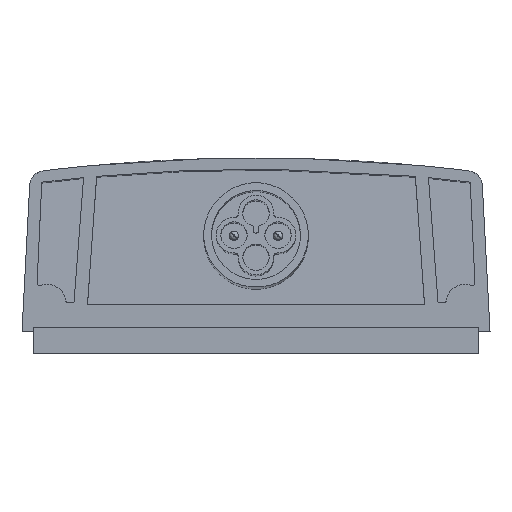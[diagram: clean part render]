
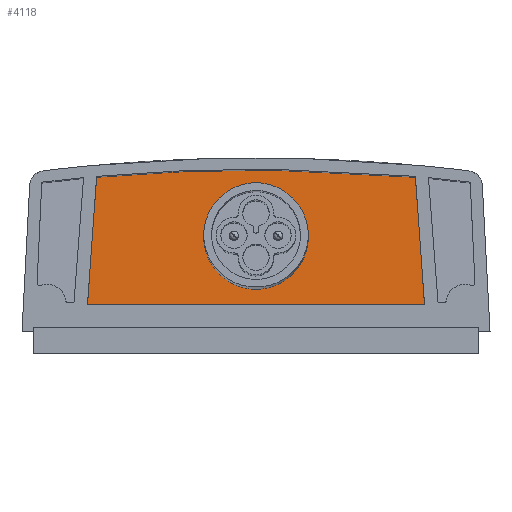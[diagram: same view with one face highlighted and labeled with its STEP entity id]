
A CAD part, left-side view. The second image highlights one B-rep face of the part: STEP entity #4118.
In plain terms, the highlighted planar face has unit normal (-0.999, 0, 0.035).
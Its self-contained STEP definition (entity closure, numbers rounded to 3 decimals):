
#4070=AXIS2_PLACEMENT_3D('Plane Axis2P3D',#4067,#4068,#4069) ;
#4102=AXIS2_PLACEMENT_3D('Circle Axis2P3D',#4100,#4101,$) ;
#4111=AXIS2_PLACEMENT_3D('Circle Axis2P3D',#4109,#4110,$) ;
#3245=CARTESIAN_POINT('Vertex',(28.774,88.356,39.665)) ;
#3249=CARTESIAN_POINT('Control Point',(28.774,16.749,39.665)) ;
#3250=CARTESIAN_POINT('Control Point',(28.83,34.602,41.278)) ;
#3251=CARTESIAN_POINT('Control Point',(28.849,52.552,41.818)) ;
#3252=CARTESIAN_POINT('Control Point',(28.83,70.503,41.278)) ;
#3253=CARTESIAN_POINT('Control Point',(28.774,88.356,39.665)) ;
#3254=CARTESIAN_POINT('Vertex',(28.774,16.749,39.665)) ;
#3275=CARTESIAN_POINT('Line Origine',(28.272,15.727,25.3)) ;
#3279=CARTESIAN_POINT('Vertex',(27.771,14.705,10.934)) ;
#3300=CARTESIAN_POINT('Line Origine',(27.771,52.552,10.934)) ;
#3304=CARTESIAN_POINT('Vertex',(27.771,90.4,10.934)) ;
#3325=CARTESIAN_POINT('Line Origine',(28.272,89.378,25.3)) ;
#4067=CARTESIAN_POINT('Axis2P3D Location',(27.546,52.552,4.497)) ;
#4100=CARTESIAN_POINT('Axis2P3D Location',(28.3,52.552,26.1)) ;
#4104=CARTESIAN_POINT('Vertex',(28.685,55.79,37.128)) ;
#4106=CARTESIAN_POINT('Vertex',(27.915,49.315,15.072)) ;
#4109=CARTESIAN_POINT('Axis2P3D Location',(28.3,52.552,26.1)) ;
#3276=DIRECTION('Vector Direction',(0.035,0.071,0.997)) ;
#3301=DIRECTION('Vector Direction',(0.,-1.,0.)) ;
#3326=DIRECTION('Vector Direction',(-0.035,0.071,-0.997)) ;
#4068=DIRECTION('Axis2P3D Direction',(-0.999,0.,0.035)) ;
#4069=DIRECTION('Axis2P3D XDirection',(-0.035,0.,-0.999)) ;
#4101=DIRECTION('Axis2P3D Direction',(-0.999,0.,0.035)) ;
#4110=DIRECTION('Axis2P3D Direction',(-0.999,0.,0.035)) ;
#3277=VECTOR('Line Direction',#3276,1.) ;
#3302=VECTOR('Line Direction',#3301,1.) ;
#3327=VECTOR('Line Direction',#3326,1.) ;
#4095=ORIENTED_EDGE('',*,*,#3329,.T.) ;
#4096=ORIENTED_EDGE('',*,*,#3306,.T.) ;
#4097=ORIENTED_EDGE('',*,*,#3281,.T.) ;
#4098=ORIENTED_EDGE('',*,*,#3256,.T.) ;
#4115=ORIENTED_EDGE('',*,*,#4108,.T.) ;
#4116=ORIENTED_EDGE('',*,*,#4113,.T.) ;
#4117=FACE_BOUND('',#4114,.T.) ;
#4118=ADVANCED_FACE('LED',(#4099,#4117),#4071,.T.) ;
#3248=B_SPLINE_CURVE_WITH_KNOTS('',4,(#3249,#3250,#3251,#3252,#3253),.UNSPECIFIED.,.F.,.U.,(5,5),(2597.575,2698.949),.UNSPECIFIED.) ;
#4103=CIRCLE('generated circle',#4102,11.5) ;
#4112=CIRCLE('generated circle',#4111,11.5) ;
#3256=EDGE_CURVE('',#3255,#3246,#3248,.T.) ;
#3281=EDGE_CURVE('',#3280,#3255,#3278,.T.) ;
#3306=EDGE_CURVE('',#3305,#3280,#3303,.T.) ;
#3329=EDGE_CURVE('',#3246,#3305,#3328,.T.) ;
#4108=EDGE_CURVE('',#4105,#4107,#4103,.F.) ;
#4113=EDGE_CURVE('',#4107,#4105,#4112,.F.) ;
#4094=EDGE_LOOP('',(#4095,#4096,#4097,#4098)) ;
#4114=EDGE_LOOP('',(#4115,#4116)) ;
#4099=FACE_OUTER_BOUND('',#4094,.T.) ;
#3278=LINE('Line',#3275,#3277) ;
#3303=LINE('Line',#3300,#3302) ;
#3328=LINE('Line',#3325,#3327) ;
#4071=PLANE('',#4070) ;
#3246=VERTEX_POINT('',#3245) ;
#3255=VERTEX_POINT('',#3254) ;
#3280=VERTEX_POINT('',#3279) ;
#3305=VERTEX_POINT('',#3304) ;
#4105=VERTEX_POINT('',#4104) ;
#4107=VERTEX_POINT('',#4106) ;
